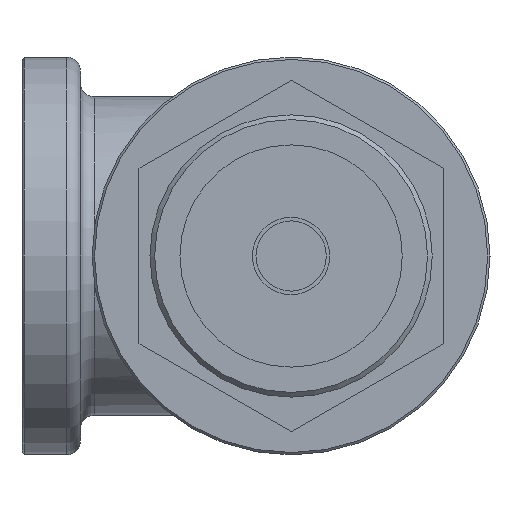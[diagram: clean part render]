
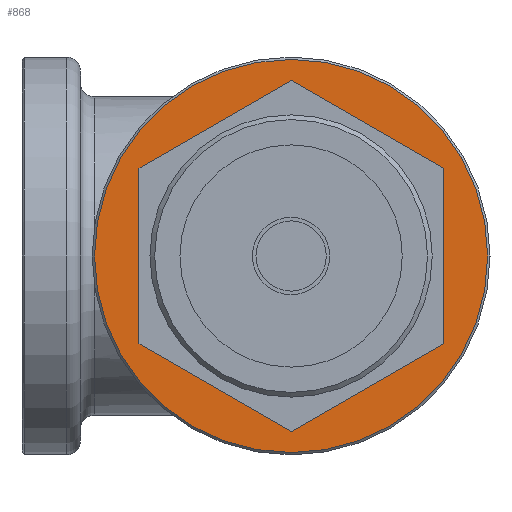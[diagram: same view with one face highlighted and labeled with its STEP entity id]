
A CAD part, left-side view. The second image highlights one B-rep face of the part: STEP entity #868.
In plain terms, the highlighted planar face has unit normal (-1, 0, 0).
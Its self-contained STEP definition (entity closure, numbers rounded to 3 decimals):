
#33=CIRCLE('',#940,42.);
#76=FACE_BOUND('',#198,.T.);
#129=FACE_OUTER_BOUND('',#197,.T.);
#197=EDGE_LOOP('',(#702));
#198=EDGE_LOOP('',(#703,#704,#705,#706,#707,#708));
#316=LINE('',#1399,#388);
#317=LINE('',#1401,#389);
#318=LINE('',#1403,#390);
#319=LINE('',#1405,#391);
#320=LINE('',#1407,#392);
#321=LINE('',#1408,#393);
#388=VECTOR('',#1124,10.);
#389=VECTOR('',#1125,10.);
#390=VECTOR('',#1126,10.);
#391=VECTOR('',#1127,10.);
#392=VECTOR('',#1128,10.);
#393=VECTOR('',#1129,10.);
#447=VERTEX_POINT('',#1395);
#448=VERTEX_POINT('',#1397);
#449=VERTEX_POINT('',#1398);
#450=VERTEX_POINT('',#1400);
#451=VERTEX_POINT('',#1402);
#452=VERTEX_POINT('',#1404);
#453=VERTEX_POINT('',#1406);
#546=EDGE_CURVE('',#447,#447,#33,.T.);
#547=EDGE_CURVE('',#448,#449,#316,.T.);
#548=EDGE_CURVE('',#449,#450,#317,.T.);
#549=EDGE_CURVE('',#450,#451,#318,.T.);
#550=EDGE_CURVE('',#451,#452,#319,.T.);
#551=EDGE_CURVE('',#452,#453,#320,.T.);
#552=EDGE_CURVE('',#453,#448,#321,.T.);
#702=ORIENTED_EDGE('',*,*,#546,.T.);
#703=ORIENTED_EDGE('',*,*,#547,.T.);
#704=ORIENTED_EDGE('',*,*,#548,.T.);
#705=ORIENTED_EDGE('',*,*,#549,.T.);
#706=ORIENTED_EDGE('',*,*,#550,.T.);
#707=ORIENTED_EDGE('',*,*,#551,.T.);
#708=ORIENTED_EDGE('',*,*,#552,.T.);
#824=PLANE('',#939);
#868=ADVANCED_FACE('',(#129,#76),#824,.T.);
#939=AXIS2_PLACEMENT_3D('',#1394,#1120,#1121);
#940=AXIS2_PLACEMENT_3D('',#1396,#1122,#1123);
#1120=DIRECTION('center_axis',(-1.,0.,0.));
#1121=DIRECTION('ref_axis',(0.,0.,1.));
#1122=DIRECTION('center_axis',(-1.,0.,0.));
#1123=DIRECTION('ref_axis',(0.,0.,1.));
#1124=DIRECTION('',(0.,0.,1.));
#1125=DIRECTION('',(0.,-0.866,0.5));
#1126=DIRECTION('',(0.,-0.866,-0.5));
#1127=DIRECTION('',(0.,0.,-1.));
#1128=DIRECTION('',(0.,0.866,-0.5));
#1129=DIRECTION('',(0.,0.866,0.5));
#1394=CARTESIAN_POINT('Origin',(12.,0.,0.));
#1395=CARTESIAN_POINT('',(12.,-42.,0.));
#1396=CARTESIAN_POINT('Origin',(12.,0.,0.));
#1397=CARTESIAN_POINT('',(12.,32.5,-18.764));
#1398=CARTESIAN_POINT('',(12.,32.5,18.764));
#1399=CARTESIAN_POINT('',(12.,32.5,9.382));
#1400=CARTESIAN_POINT('',(12.,0.,37.528));
#1401=CARTESIAN_POINT('',(12.,8.125,32.837));
#1402=CARTESIAN_POINT('',(12.,-32.5,18.764));
#1403=CARTESIAN_POINT('',(12.,-24.375,23.455));
#1404=CARTESIAN_POINT('',(12.,-32.5,-18.764));
#1405=CARTESIAN_POINT('',(12.,-32.5,-9.382));
#1406=CARTESIAN_POINT('',(12.,0.,-37.528));
#1407=CARTESIAN_POINT('',(12.,-8.125,-32.837));
#1408=CARTESIAN_POINT('',(12.,24.375,-23.455));
